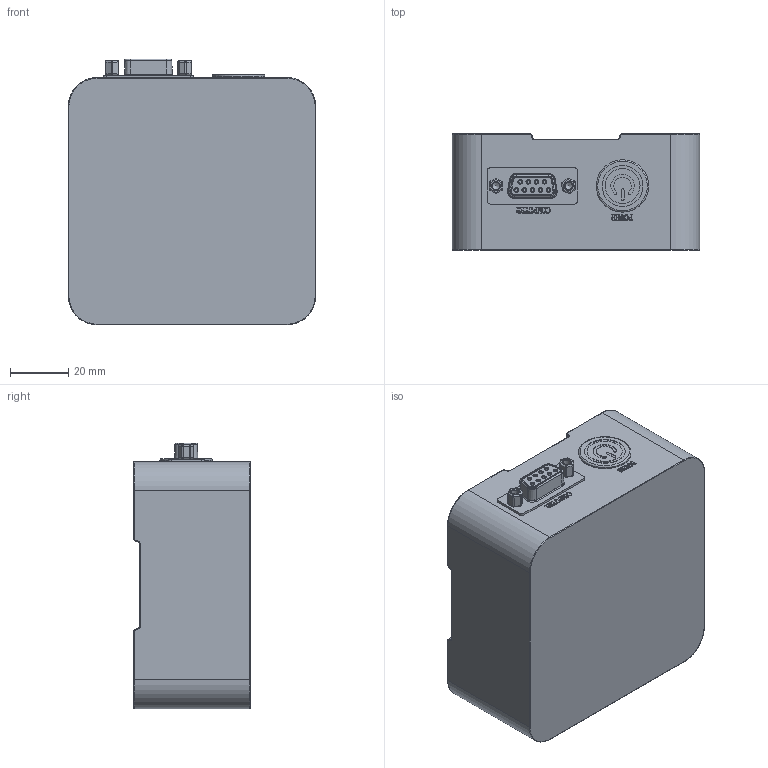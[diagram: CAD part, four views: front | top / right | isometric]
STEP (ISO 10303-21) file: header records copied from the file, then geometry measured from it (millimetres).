
FILE_DESCRIPTION (( 'STEP AP203' ), '1' );
FILE_NAME ('528266.STEP', '2024-06-20T02:25:03', ( 'Windows User' ), ( 'P R C' ), 'SwSTEP 2.0', 'SolidWorks 2020', '' );
FILE_SCHEMA (( 'CONFIG_CONTROL_DESIGN' ));
Length unit declared in the file: millimetre
Products named in the file (1): 528266
Bounding box: 85 x 40 x 91.3 mm (x, y, z)
Volume: 131699.8 mm3; surface area: 65736.1 mm2
Topology: 11 solids, 12 shells, 1189 faces, 3037 edges, 1947 vertices
Faces by surface type: plane 588, cylinder 284, bspline 266, cone 51
Full cylindrical faces by diameter (mm): 1 x9, 1.1 x9, 1.5 x9, 2.05 x12, 2.5 x8, 2.9 x8, 3 x2, 4.4 x4, 9.1 x1, 12 x1, 14 x1, 15.1 x1, 16 x1, 16.1 x1, 18 x1
Entity records: 44319 total; most frequent: CARTESIAN_POINT 17415, ORIENTED_EDGE 5768, DIRECTION 4947, EDGE_CURVE 2884, VERTEX_POINT 1906, VECTOR 1805, LINE 1805, AXIS2_PLACEMENT_3D 1571
